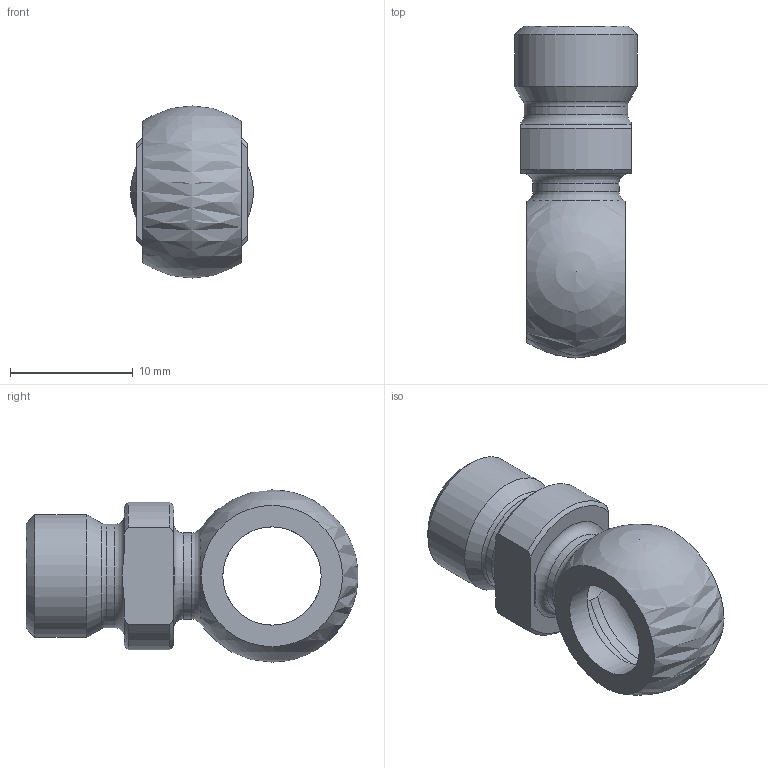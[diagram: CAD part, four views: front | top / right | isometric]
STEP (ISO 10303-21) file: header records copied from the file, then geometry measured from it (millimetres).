
FILE_DESCRIPTION((''),'2;1');
FILE_NAME('74741405.stp','2014-10-29T14:40:10',(''),('KNOMI spol. s r. o.'),'Autodesk Inventor 2012','Autodesk Inventor 2012','');
FILE_SCHEMA(('AUTOMOTIVE_DESIGN { 1 2 10303 214 0 1 1 1 }'));
Length unit declared in the file: millimetre
Products named in the file (1): Oko st.příp.OK D8/M10x1 Tr05
Bounding box: 10 x 26.99 x 14 mm (x, y, z)
Volume: 1348.2 mm3; surface area: 1423.5 mm2
Topology: 1 solids, 1 shells, 35 faces, 89 edges, 58 vertices
Faces by surface type: plane 11, cylinder 10, cone 7, torus 6, sphere 1
Full cylindrical faces by diameter (mm): 3 x1, 5 x1, 7 x1, 8 x2, 8.4 x1, 10 x1
Entity records: 975 total; most frequent: CARTESIAN_POINT 245, DIRECTION 150, ORIENTED_EDGE 122, AXIS2_PLACEMENT_3D 69, EDGE_CURVE 61, EDGE_LOOP 58, VERTEX_POINT 47, FACE_OUTER_BOUND 35
